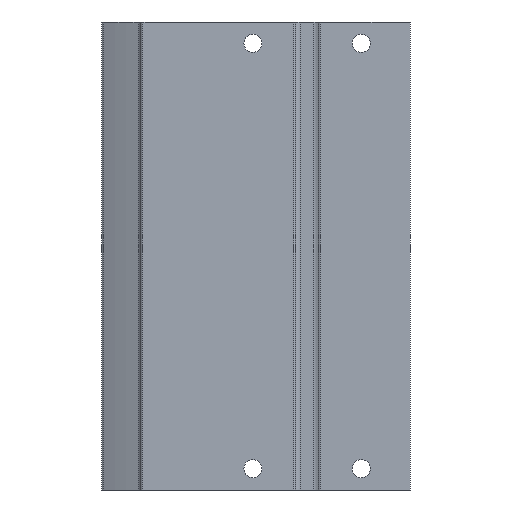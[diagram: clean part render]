
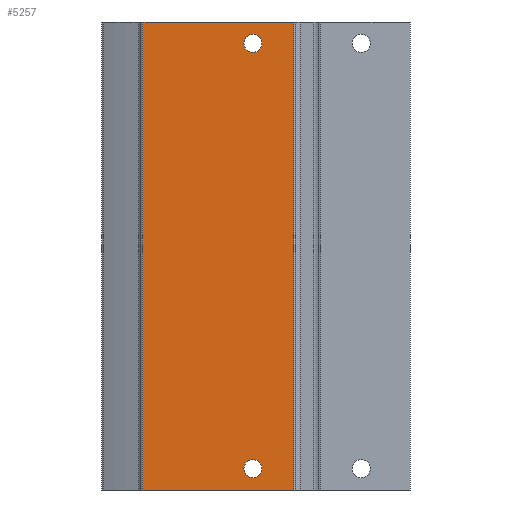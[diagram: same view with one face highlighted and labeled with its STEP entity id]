
A CAD part, front view. The second image highlights one B-rep face of the part: STEP entity #5257.
In plain terms, the highlighted planar face has unit normal (0, -1, 0).
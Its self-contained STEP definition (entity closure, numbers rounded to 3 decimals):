
#201=PLANE('',#5688);
#385=CIRCLE('',#5689,3.15);
#386=CIRCLE('',#5690,3.15);
#750=ORIENTED_EDGE('',*,*,#2144,.F.);
#751=ORIENTED_EDGE('',*,*,#2145,.F.);
#752=ORIENTED_EDGE('',*,*,#2146,.F.);
#753=ORIENTED_EDGE('',*,*,#2143,.F.);
#754=ORIENTED_EDGE('',*,*,#2147,.T.);
#755=ORIENTED_EDGE('',*,*,#2148,.T.);
#2143=EDGE_CURVE('',#2837,#2836,#3345,.T.);
#2144=EDGE_CURVE('',#2838,#2838,#385,.T.);
#2145=EDGE_CURVE('',#2839,#2839,#386,.T.);
#2146=EDGE_CURVE('',#2836,#2840,#3346,.T.);
#2147=EDGE_CURVE('',#2837,#2841,#3347,.T.);
#2148=EDGE_CURVE('',#2841,#2840,#3348,.T.);
#2836=VERTEX_POINT('',#8273);
#2837=VERTEX_POINT('',#8275);
#2838=VERTEX_POINT('',#8279);
#2839=VERTEX_POINT('',#8281);
#2840=VERTEX_POINT('',#8283);
#2841=VERTEX_POINT('',#8285);
#3345=LINE('',#8276,#3718);
#3346=LINE('',#8282,#3719);
#3347=LINE('',#8284,#3720);
#3348=LINE('',#8286,#3721);
#3718=VECTOR('',#6388,1000.);
#3719=VECTOR('',#6395,1000.);
#3720=VECTOR('',#6396,1000.);
#3721=VECTOR('',#6397,1000.);
#4097=EDGE_LOOP('',(#750));
#4098=EDGE_LOOP('',(#751));
#4099=EDGE_LOOP('',(#752,#753,#754,#755));
#4628=FACE_BOUND('',#4097,.T.);
#4629=FACE_BOUND('',#4098,.T.);
#4630=FACE_BOUND('',#4099,.T.);
#5257=ADVANCED_FACE('',(#4628,#4629,#4630),#201,.T.);
#5688=AXIS2_PLACEMENT_3D('',#8277,#6389,#6390);
#5689=AXIS2_PLACEMENT_3D('',#8278,#6391,#6392);
#5690=AXIS2_PLACEMENT_3D('',#8280,#6393,#6394);
#6388=DIRECTION('',(0.,0.,1.));
#6389=DIRECTION('',(0.,-1.,0.));
#6390=DIRECTION('',(0.,0.,-1.));
#6391=DIRECTION('',(0.,-1.,0.));
#6392=DIRECTION('',(0.,0.,-1.));
#6393=DIRECTION('',(0.,-1.,0.));
#6394=DIRECTION('',(0.,0.,-1.));
#6395=DIRECTION('',(1.,0.,0.));
#6396=DIRECTION('',(1.,0.,0.));
#6397=DIRECTION('',(0.,0.,1.));
#8273=CARTESIAN_POINT('',(-57.5,0.,0.));
#8275=CARTESIAN_POINT('',(-57.5,0.,-164.));
#8276=CARTESIAN_POINT('',(-57.5,0.,-164.));
#8277=CARTESIAN_POINT('',(-57.5,0.,-164.));
#8278=CARTESIAN_POINT('',(-19.,0.,-156.5));
#8279=CARTESIAN_POINT('',(-19.,0.,-159.65));
#8280=CARTESIAN_POINT('',(-19.,0.,-7.5));
#8281=CARTESIAN_POINT('',(-19.,0.,-10.65));
#8282=CARTESIAN_POINT('',(-57.5,0.,0.));
#8283=CARTESIAN_POINT('',(-4.7,0.,0.));
#8284=CARTESIAN_POINT('',(-57.5,0.,-164.));
#8285=CARTESIAN_POINT('',(-4.7,0.,-164.));
#8286=CARTESIAN_POINT('',(-4.7,0.,-164.));
